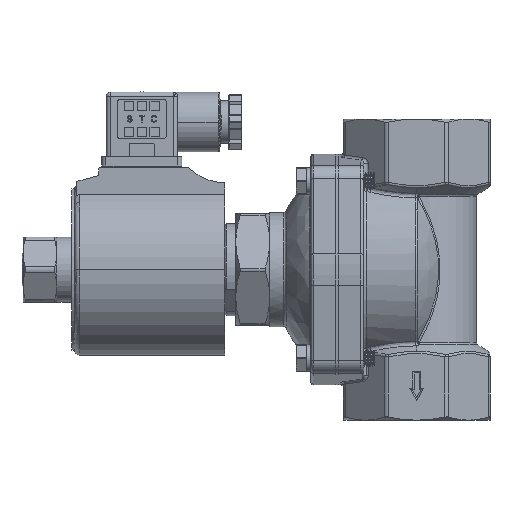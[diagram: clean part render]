
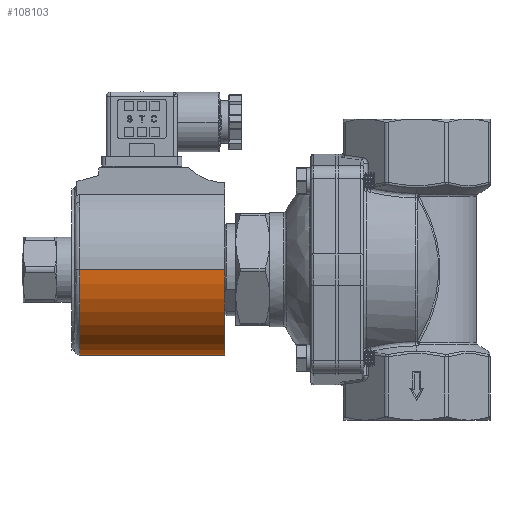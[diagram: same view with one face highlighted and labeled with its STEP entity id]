
A CAD part, left-side view. The second image highlights one B-rep face of the part: STEP entity #108103.
In plain terms, the highlighted cylindrical face has radius 31.5 mm (diameter 63 mm), a partial arc.
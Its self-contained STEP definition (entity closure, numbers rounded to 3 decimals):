
#1385 = VERTEX_POINT ( 'NONE', #86677 ) ;
#3908 = CYLINDRICAL_SURFACE ( 'NONE', #144980, 31.5 ) ;
#7218 = VERTEX_POINT ( 'NONE', #8613 ) ;
#8613 = CARTESIAN_POINT ( 'NONE',  ( -31.5, 97.7, 0. ) ) ;
#10211 = DIRECTION ( 'NONE',  ( 0., 1., 0. ) ) ;
#26937 = AXIS2_PLACEMENT_3D ( 'NONE', #62467, #143420, #74094 ) ;
#28146 = CARTESIAN_POINT ( 'NONE',  ( 31.5, 97.7, 0. ) ) ;
#39807 = DIRECTION ( 'NONE',  ( 0., 1., 0. ) ) ;
#42498 = AXIS2_PLACEMENT_3D ( 'NONE', #79531, #10211, #91213 ) ;
#44779 = EDGE_CURVE ( 'NONE', #143369, #7218, #146386, .T. ) ;
#45497 = FACE_OUTER_BOUND ( 'NONE', #139765, .T. ) ;
#49113 = CARTESIAN_POINT ( 'NONE',  ( -31.5, 97.7, 0. ) ) ;
#50785 = VERTEX_POINT ( 'NONE', #52038 ) ;
#50961 = CIRCLE ( 'NONE', #26937, 31.5 ) ;
#52038 = CARTESIAN_POINT ( 'NONE',  ( 31.5, 151.2, 0. ) ) ;
#55308 = VECTOR ( 'NONE', #60764, 1000. ) ;
#58892 = LINE ( 'NONE', #49113, #55308 ) ;
#59538 = ORIENTED_EDGE ( 'NONE', *, *, #110223, .F. ) ;
#60764 = DIRECTION ( 'NONE',  ( 0., 1., 0. ) ) ;
#62467 = CARTESIAN_POINT ( 'NONE',  ( 0., 151.2, 0. ) ) ;
#72860 = CARTESIAN_POINT ( 'NONE',  ( 31.5, 97.7, 0. ) ) ;
#74094 = DIRECTION ( 'NONE',  ( -1., 0., 0. ) ) ;
#79531 = CARTESIAN_POINT ( 'NONE',  ( 0., 97.7, 0. ) ) ;
#80090 = EDGE_CURVE ( 'NONE', #1385, #50785, #50961, .T. ) ;
#84030 = DIRECTION ( 'NONE',  ( -1., 0., 0. ) ) ;
#86677 = CARTESIAN_POINT ( 'NONE',  ( -31.5, 151.2, 0. ) ) ;
#88978 = ORIENTED_EDGE ( 'NONE', *, *, #44779, .T. ) ;
#90356 = ORIENTED_EDGE ( 'NONE', *, *, #80090, .T. ) ;
#91213 = DIRECTION ( 'NONE',  ( -1., 0., 0. ) ) ;
#94057 = ORIENTED_EDGE ( 'NONE', *, *, #138777, .T. ) ;
#108103 = ADVANCED_FACE ( 'NONE', ( #45497 ), #3908, .T. ) ;
#110223 = EDGE_CURVE ( 'NONE', #143369, #50785, #144585, .T. ) ;
#120444 = DIRECTION ( 'NONE',  ( 0., 1., 0. ) ) ;
#132065 = CARTESIAN_POINT ( 'NONE',  ( 0., 97.7, 0. ) ) ;
#138777 = EDGE_CURVE ( 'NONE', #7218, #1385, #58892, .T. ) ;
#139765 = EDGE_LOOP ( 'NONE', ( #59538, #88978, #94057, #90356 ) ) ;
#140892 = VECTOR ( 'NONE', #39807, 1000. ) ;
#143369 = VERTEX_POINT ( 'NONE', #72860 ) ;
#143420 = DIRECTION ( 'NONE',  ( 0., -1., 0. ) ) ;
#144585 = LINE ( 'NONE', #28146, #140892 ) ;
#144980 = AXIS2_PLACEMENT_3D ( 'NONE', #132065, #120444, #84030 ) ;
#146386 = CIRCLE ( 'NONE', #42498, 31.5 ) ;
